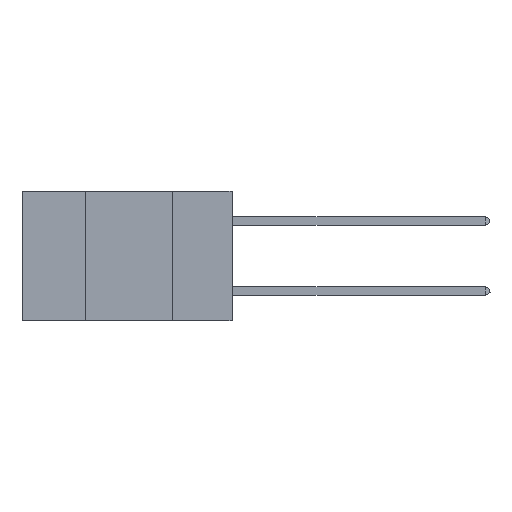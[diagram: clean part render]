
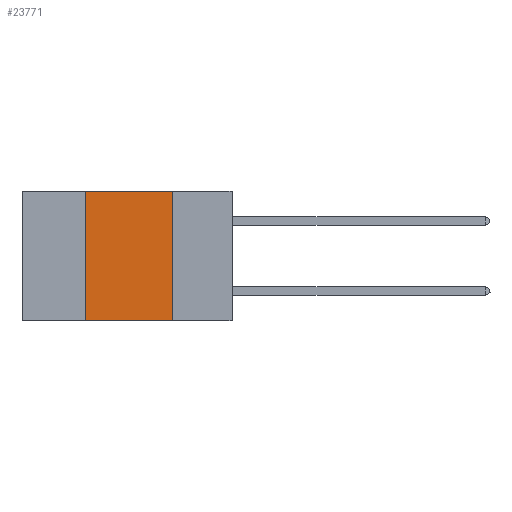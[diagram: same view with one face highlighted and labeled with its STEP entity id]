
A CAD part, left-side view. The second image highlights one B-rep face of the part: STEP entity #23771.
In plain terms, the highlighted planar face has unit normal (-1, 0, 0).
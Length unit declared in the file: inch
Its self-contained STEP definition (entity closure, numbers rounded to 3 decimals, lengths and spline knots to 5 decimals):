
#49 = VECTOR ( 'NONE', #22626, 39.37008 ) ;
#459 = DIRECTION ( 'NONE',  ( 0., -1., 0. ) ) ;
#1878 = ORIENTED_EDGE ( 'NONE', *, *, #12815, .F. ) ;
#1975 = VERTEX_POINT ( 'NONE', #15207 ) ;
#2142 = LINE ( 'NONE', #18060, #16214 ) ;
#2229 = CARTESIAN_POINT ( 'NONE',  ( 0., 0.42, -0.37 ) ) ;
#5969 = DIRECTION ( 'NONE',  ( 1., 0., 0. ) ) ;
#8058 = PLANE ( 'NONE',  #26497 ) ;
#8471 = VERTEX_POINT ( 'NONE', #26511 ) ;
#8966 = ORIENTED_EDGE ( 'NONE', *, *, #15904, .F. ) ;
#9750 = VECTOR ( 'NONE', #27843, 39.37008 ) ;
#12143 = ORIENTED_EDGE ( 'NONE', *, *, #20979, .T. ) ;
#12815 = EDGE_CURVE ( 'NONE', #8471, #1975, #2142, .T. ) ;
#13207 = VERTEX_POINT ( 'NONE', #2229 ) ;
#14961 = DIRECTION ( 'NONE',  ( 0., 0., -1. ) ) ;
#15015 = VECTOR ( 'NONE', #17806, 39.37008 ) ;
#15207 = CARTESIAN_POINT ( 'NONE',  ( 0., 0.17, 0. ) ) ;
#15534 = LINE ( 'NONE', #18912, #9750 ) ;
#15904 = EDGE_CURVE ( 'NONE', #1975, #17067, #16042, .T. ) ;
#16042 = LINE ( 'NONE', #21792, #15015 ) ;
#16214 = VECTOR ( 'NONE', #459, 39.37008 ) ;
#17067 = VERTEX_POINT ( 'NONE', #19207 ) ;
#17251 = LINE ( 'NONE', #17983, #49 ) ;
#17806 = DIRECTION ( 'NONE',  ( 0., 0., -1. ) ) ;
#17983 = CARTESIAN_POINT ( 'NONE',  ( 0., 0.6, -0.37 ) ) ;
#18060 = CARTESIAN_POINT ( 'NONE',  ( 0., 0.6, 0. ) ) ;
#18912 = CARTESIAN_POINT ( 'NONE',  ( 0., 0.42, 0. ) ) ;
#19104 = CARTESIAN_POINT ( 'NONE',  ( 0., 0.6, 0. ) ) ;
#19207 = CARTESIAN_POINT ( 'NONE',  ( 0., 0.17, -0.37 ) ) ;
#20979 = EDGE_CURVE ( 'NONE', #13207, #17067, #17251, .T. ) ;
#21792 = CARTESIAN_POINT ( 'NONE',  ( 0., 0.17, 0. ) ) ;
#22574 = FACE_OUTER_BOUND ( 'NONE', #24334, .T. ) ;
#22626 = DIRECTION ( 'NONE',  ( 0., -1., 0. ) ) ;
#23771 = ADVANCED_FACE ( 'NONE', ( #22574 ), #8058, .F. ) ;
#24334 = EDGE_LOOP ( 'NONE', ( #8966, #1878, #27516, #12143 ) ) ;
#26362 = EDGE_CURVE ( 'NONE', #13207, #8471, #15534, .T. ) ;
#26497 = AXIS2_PLACEMENT_3D ( 'NONE', #19104, #5969, #14961 ) ;
#26511 = CARTESIAN_POINT ( 'NONE',  ( 0., 0.42, 0. ) ) ;
#27516 = ORIENTED_EDGE ( 'NONE', *, *, #26362, .F. ) ;
#27843 = DIRECTION ( 'NONE',  ( 0., 0., 1. ) ) ;
